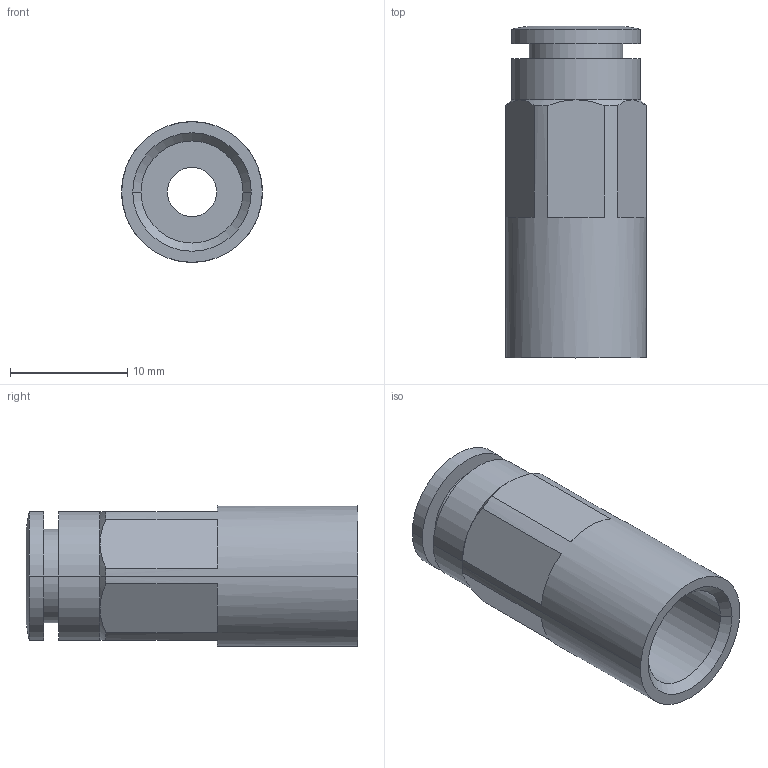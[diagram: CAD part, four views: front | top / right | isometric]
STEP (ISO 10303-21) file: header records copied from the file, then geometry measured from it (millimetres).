
FILE_DESCRIPTION((''),'2;1');
FILE_NAME('020618.stp','2003-05-26T16:45:39',('maffial1'),(''),'Autodesk Inventor (R) 6.0','Autodesk Inventor (R) 6.0','');
FILE_SCHEMA(('AUTOMOTIVE_DESIGN { 1 0 10303 214 1 1 1 1 }'));
Length unit declared in the file: millimetre
Products named in the file (1): 020618
Bounding box: 12 x 28.3 x 12 mm (x, y, z)
Volume: 1854.7 mm3; surface area: 1892.4 mm2
Topology: 1 solids, 1 shells, 44 faces, 101 edges, 63 vertices
Faces by surface type: plane 18, cylinder 12, cone 12, bspline 2
Entity records: 1293 total; most frequent: CARTESIAN_POINT 267, DIRECTION 226, ORIENTED_EDGE 202, EDGE_CURVE 101, AXIS2_PLACEMENT_3D 94, VERTEX_POINT 63, CIRCLE 51, EDGE_LOOP 50
